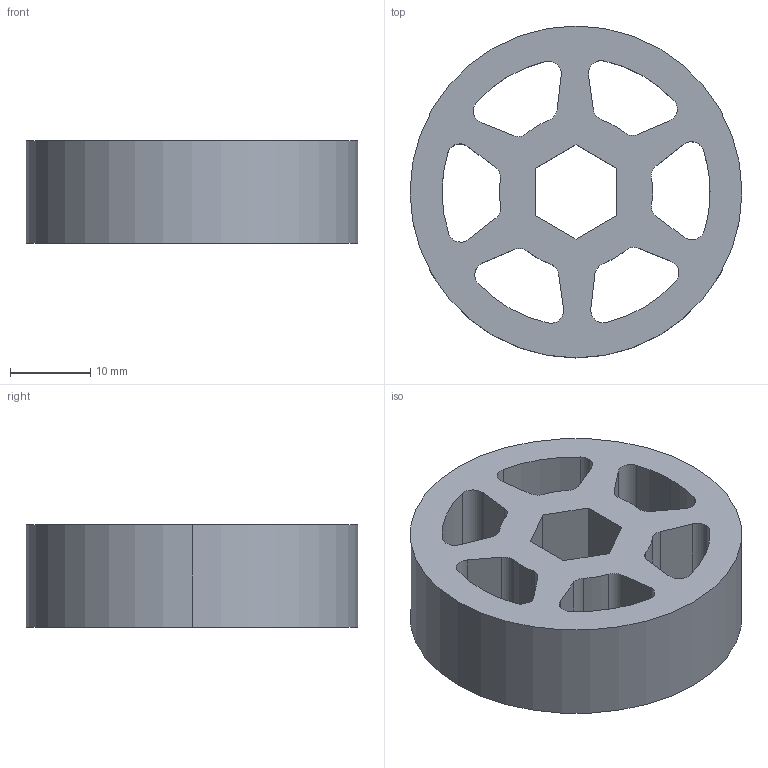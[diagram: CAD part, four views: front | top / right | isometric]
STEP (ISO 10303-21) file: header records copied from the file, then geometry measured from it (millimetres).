
FILE_DESCRIPTION (( 'STEP AP214' ), '1' );
FILE_NAME ('WCP-0130 Rev1.STEP', '2017-01-03T10:40:55', ( '' ), ( '' ), 'SwSTEP 2.0', 'SolidWorks 2016', '' );
FILE_SCHEMA (( 'AUTOMOTIVE_DESIGN' ));
Length unit declared in the file: inch
Products named in the file (1): WCP-0130 Rev1
Bounding box: 41.27 x 41.27 x 12.7 mm (x, y, z)
Volume: 10665.1 mm3; surface area: 6183.2 mm2
Topology: 1 solids, 1 shells, 66 faces, 192 edges, 128 vertices
Faces by surface type: cylinder 46, plane 20
Entity records: 2296 total; most frequent: DIRECTION 418, CARTESIAN_POINT 387, ORIENTED_EDGE 384, EDGE_CURVE 192, AXIS2_PLACEMENT_3D 159, VERTEX_POINT 128, LINE 100, VECTOR 100
